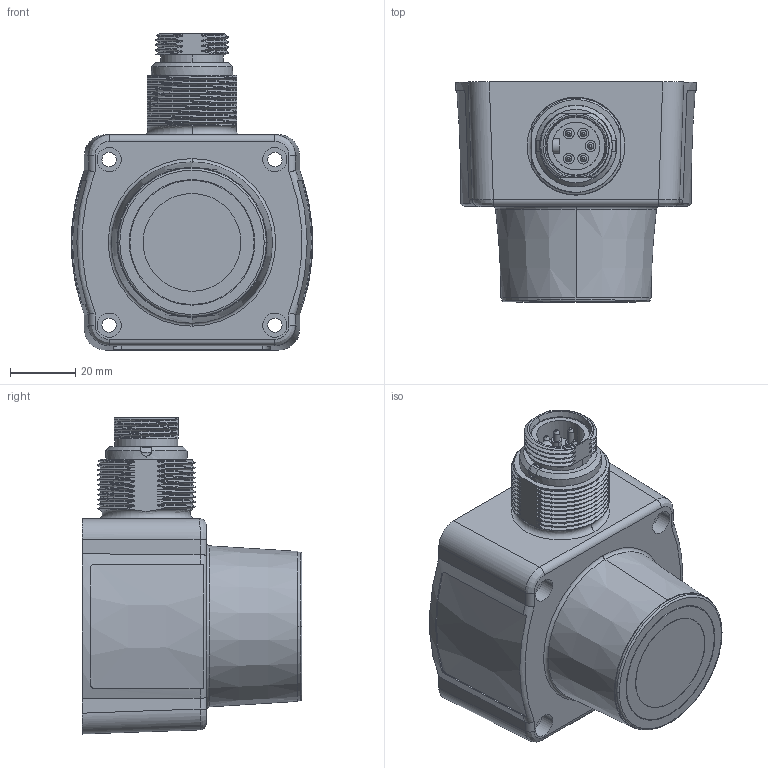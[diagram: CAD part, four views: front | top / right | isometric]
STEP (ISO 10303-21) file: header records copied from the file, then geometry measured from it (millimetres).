
FILE_DESCRIPTION((''),'2;1');
FILE_NAME('159632_SM01_ASM','2023-07-05T08:14:38',('banengservice'),('BANNER ENGINEERING'),'CREO PARAMETRIC BY PTC INC, 2022414','CREO PARAMETRIC BY PTC INC, 2022414','');
FILE_SCHEMA(('CONFIG_CONTROL_DESIGN'));
Length unit declared in the file: millimetre
Products named in the file (2): 159632_EP01; 159632_SM01_ASM
Assembly tree (1 placements, depth 2):
  159632_SM01_ASM
    159632_EP01
Bounding box: 73.88 x 67.4 x 96.9 mm (x, y, z)
Volume: 228190.7 mm3; surface area: 34707.8 mm2
Topology: 1 solids, 1 shells, 464 faces, 1194 edges, 780 vertices
Faces by surface type: cylinder 182, plane 115, bspline 106, cone 31, torus 18, extrusion 8, sphere 4
Entity records: 23459 total; most frequent: CARTESIAN_POINT 12714, ORIENTED_EDGE 2388, DIRECTION 1942, EDGE_CURVE 1194, VERTEX_POINT 780, AXIS2_PLACEMENT_3D 742, EDGE_LOOP 526, FACE_OUTER_BOUND 464
